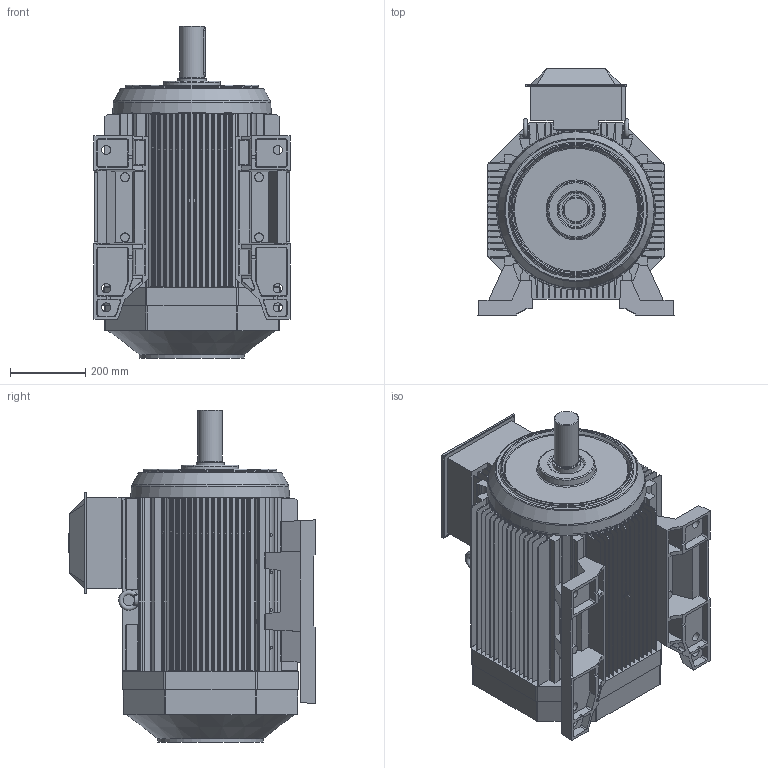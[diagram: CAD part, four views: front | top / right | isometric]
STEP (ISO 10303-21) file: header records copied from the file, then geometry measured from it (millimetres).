
FILE_DESCRIPTION((''),'2;1');
FILE_NAME('M3AA IE2 280 2P B3.stp','2015-07-02T13:25:39',('sejotaa1'),(''),'Autodesk Inventor 2011','Autodesk Inventor 2011','');
FILE_SCHEMA(('AUTOMOTIVE_DESIGN { 1 0 10303 214 1 1 1 1 }'));
Length unit declared in the file: millimetre
Products named in the file (1): M3AA IE2 280 2P B3
Bounding box: 522 x 656.6 x 884 mm (x, y, z)
Volume: 126348142.7 mm3; surface area: 10529344.4 mm2
Topology: 22 solids, 22 shells, 2444 faces, 6594 edges, 4340 vertices
Faces by surface type: plane 1306, cylinder 896, cone 122, bspline 70, torus 50
Full cylindrical faces by diameter (mm): 3.3 x8, 5.5 x8, 12 x4, 16 x2, 24 x12, 59 x2, 62 x2, 63 x4, 64.4 x4, 65 x6, 74.4 x2, 75 x2, 76 x2, 86 x2, 90 x2, 90.1 x2, 95 x2, 280.294 x2, 410 x2, 418 x4
Entity records: 83136 total; most frequent: CARTESIAN_POINT 18409, DIRECTION 13148, ORIENTED_EDGE 12804, EDGE_CURVE 6402, AXIS2_PLACEMENT_3D 4607, VERTEX_POINT 4316, VECTOR 3934, LINE 3934
